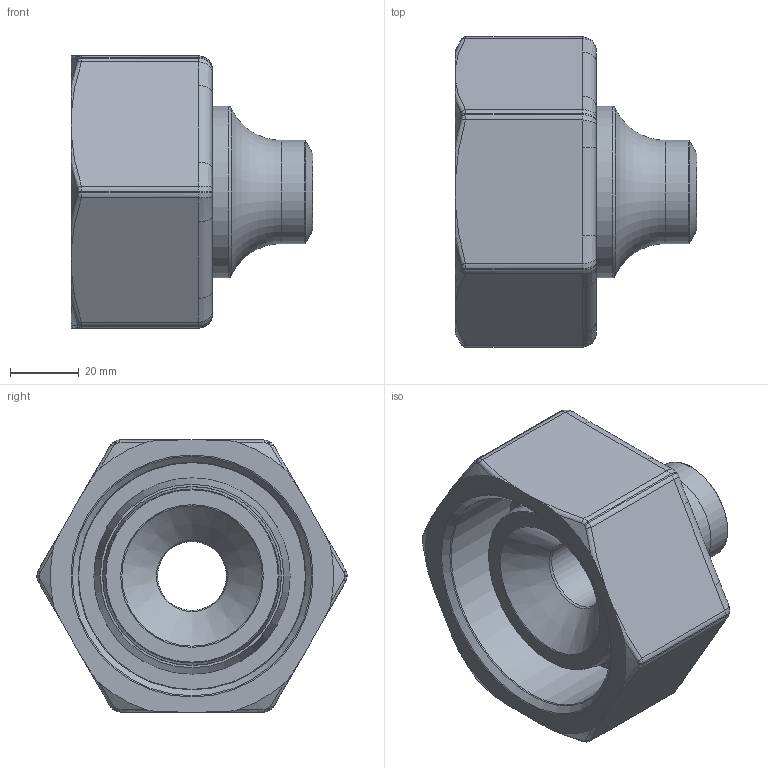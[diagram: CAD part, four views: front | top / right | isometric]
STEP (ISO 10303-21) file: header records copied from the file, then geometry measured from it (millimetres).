
FILE_DESCRIPTION(/* description */ (''),/* implementation_level */ '2;1');
FILE_NAME(/* name */ 'ARKM50-30.stp',/* time_stamp */ '2024-07-15T09:06:16+02:00',/* author */ (''),/* organization */ (''),/* preprocessor_version */ 'ST-DEVELOPER v16',/* originating_system */ 'SIEMENS PLM Software NX 10.0',/* authorisation */ '');
FILE_SCHEMA (('CONFIG_CONTROL_DESIGN'));
Length unit declared in the file: millimetre
Products named in the file (4): X-OR-50; X-ARK50-30; X-M50; ARKM50-30
Assembly tree (3 placements, depth 2):
  ARKM50-30
    X-M50
    X-ARK50-30
    X-OR-50
Bounding box: 70.23 x 90.06 x 79 mm (x, y, z)
Volume: 174999.8 mm3; surface area: 41525.4 mm2
Topology: 3 solids, 3 shells, 325 faces, 824 edges, 524 vertices
Faces by surface type: plane 160, bspline 74, torus 35, cylinder 30, cone 25, revolution 1
Full cylindrical faces by diameter (mm): 20.045 x1, 30 x1, 49.889 x1, 50.26 x1, 57 x1, 65.83 x1
Entity records: 11826 total; most frequent: CARTESIAN_POINT 4374, ORIENTED_EDGE 1554, DIRECTION 1236, EDGE_CURVE 777, VERTEX_POINT 511, LINE 449, VECTOR 449, AXIS2_PLACEMENT_3D 393
